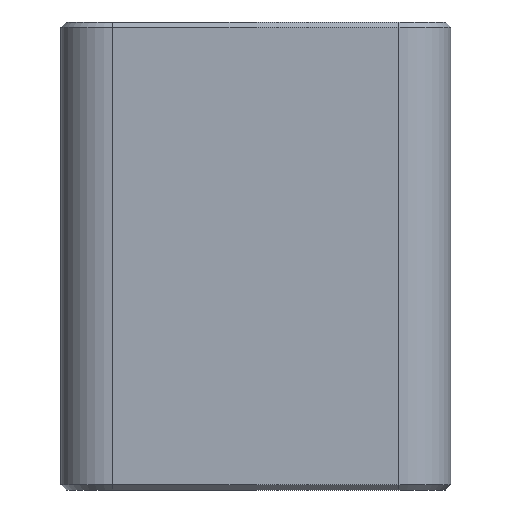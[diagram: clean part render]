
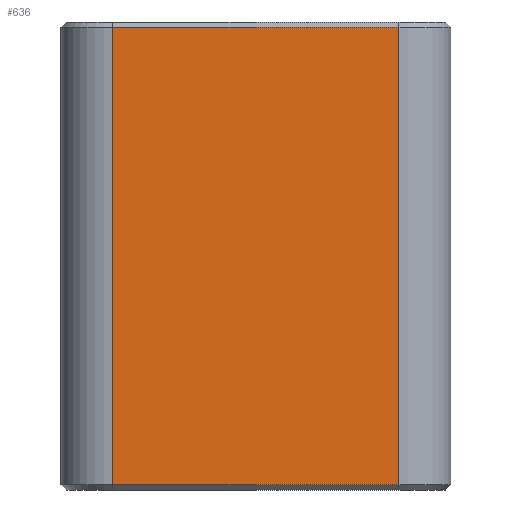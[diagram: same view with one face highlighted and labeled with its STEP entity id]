
A CAD part, left-side view. The second image highlights one B-rep face of the part: STEP entity #636.
In plain terms, the highlighted planar face has unit normal (-1, 0, 0).
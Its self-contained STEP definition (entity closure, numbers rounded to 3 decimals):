
#54 = CARTESIAN_POINT ( 'NONE',  ( -21., -7., 9. ) ) ;
#61 = DIRECTION ( 'NONE',  ( 0., 1., 0. ) ) ;
#84 = CARTESIAN_POINT ( 'NONE',  ( -21., 4., 8.8 ) ) ;
#86 = CARTESIAN_POINT ( 'NONE',  ( -21., 4., 9. ) ) ;
#100 = VECTOR ( 'NONE', #1368, 1000. ) ;
#120 = EDGE_LOOP ( 'NONE', ( #1163, #1412, #533, #1075 ) ) ;
#171 = LINE ( 'NONE', #54, #1084 ) ;
#289 = DIRECTION ( 'NONE',  ( 0., 0., -1. ) ) ;
#329 = LINE ( 'NONE', #86, #100 ) ;
#415 = CARTESIAN_POINT ( 'NONE',  ( -21., 6., 9. ) ) ;
#431 = EDGE_CURVE ( 'NONE', #1175, #1417, #329, .T. ) ;
#438 = LINE ( 'NONE', #84, #523 ) ;
#523 = VECTOR ( 'NONE', #61, 1000. ) ;
#533 = ORIENTED_EDGE ( 'NONE', *, *, #730, .T. ) ;
#553 = DIRECTION ( 'NONE',  ( 0., 0., 1. ) ) ;
#611 = VERTEX_POINT ( 'NONE', #770 ) ;
#636 = ADVANCED_FACE ( 'NONE', ( #1195 ), #1541, .F. ) ;
#730 = EDGE_CURVE ( 'NONE', #1485, #611, #171, .T. ) ;
#770 = CARTESIAN_POINT ( 'NONE',  ( -21., -7., 8.8 ) ) ;
#783 = DIRECTION ( 'NONE',  ( 1., 0., 0. ) ) ;
#812 = LINE ( 'NONE', #1569, #1166 ) ;
#1005 = CARTESIAN_POINT ( 'NONE',  ( -21., 4., -8.8 ) ) ;
#1068 = DIRECTION ( 'NONE',  ( 0., -1., 0. ) ) ;
#1075 = ORIENTED_EDGE ( 'NONE', *, *, #1179, .T. ) ;
#1084 = VECTOR ( 'NONE', #553, 1000. ) ;
#1139 = EDGE_CURVE ( 'NONE', #1417, #1485, #812, .T. ) ;
#1163 = ORIENTED_EDGE ( 'NONE', *, *, #431, .T. ) ;
#1166 = VECTOR ( 'NONE', #1068, 1000. ) ;
#1175 = VERTEX_POINT ( 'NONE', #1615 ) ;
#1179 = EDGE_CURVE ( 'NONE', #611, #1175, #438, .T. ) ;
#1195 = FACE_OUTER_BOUND ( 'NONE', #120, .T. ) ;
#1290 = CARTESIAN_POINT ( 'NONE',  ( -21., -7., -8.8 ) ) ;
#1368 = DIRECTION ( 'NONE',  ( 0., 0., -1. ) ) ;
#1412 = ORIENTED_EDGE ( 'NONE', *, *, #1139, .T. ) ;
#1417 = VERTEX_POINT ( 'NONE', #1005 ) ;
#1485 = VERTEX_POINT ( 'NONE', #1290 ) ;
#1533 = AXIS2_PLACEMENT_3D ( 'NONE', #415, #783, #289 ) ;
#1541 = PLANE ( 'NONE',  #1533 ) ;
#1569 = CARTESIAN_POINT ( 'NONE',  ( -21., 6., -8.8 ) ) ;
#1615 = CARTESIAN_POINT ( 'NONE',  ( -21., 4., 8.8 ) ) ;
